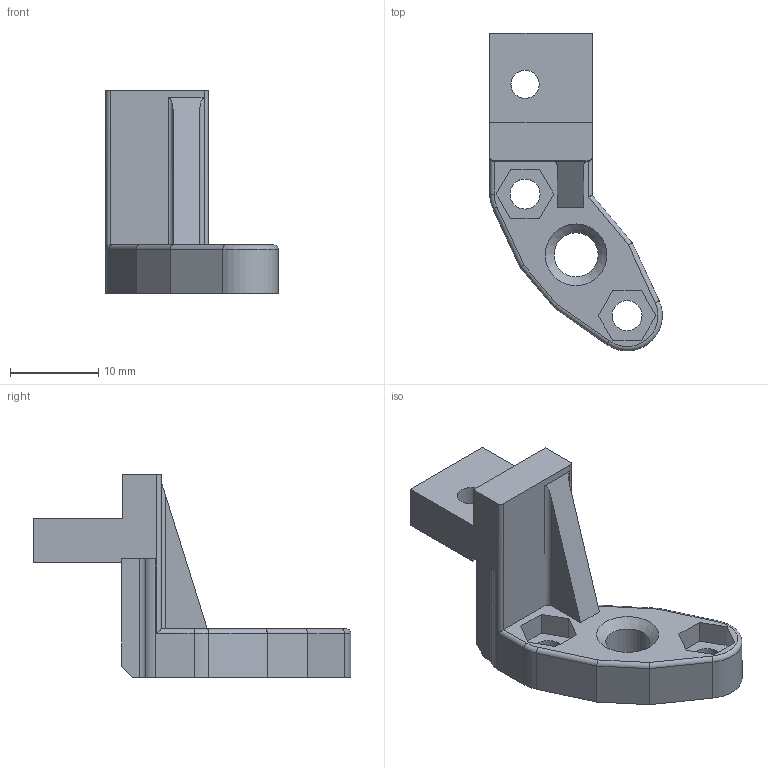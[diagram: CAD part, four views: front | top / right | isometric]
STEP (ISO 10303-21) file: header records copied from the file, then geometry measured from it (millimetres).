
FILE_DESCRIPTION(/* description */ (''),/* implementation_level */ '2;1');
FILE_NAME(/* name */ 'BL_Touch_Rapido_Hotend_UHF_Bracket.step',/* time_stamp */ '2022-03-13T20:14:00+01:00',/* author */ (''),/* organization */ (''),/* preprocessor_version */ 'ST-DEVELOPER v18.1',/* originating_system */ 'Autodesk Translation Framework v10.13.0.1454',/* authorisation */ '');
FILE_SCHEMA (('AUTOMOTIVE_DESIGN { 1 0 10303 214 3 1 1 }'));
Length unit declared in the file: millimetre
Products named in the file (1): BL_Touch_Rapido_Hotend_UHF_Bracket
Bounding box: 19.54 x 35.98 x 23 mm (x, y, z)
Volume: 2859.7 mm3; surface area: 2176.9 mm2
Topology: 1 solids, 1 shells, 66 faces, 170 edges, 109 vertices
Faces by surface type: plane 44, cylinder 19, torus 2, cone 1
Full cylindrical faces by diameter (mm): 3.2 x1, 3.4 x2, 5 x1
Entity records: 2041 total; most frequent: CARTESIAN_POINT 346, ORIENTED_EDGE 340, DIRECTION 339, EDGE_CURVE 170, LINE 135, VECTOR 135, VERTEX_POINT 109, AXIS2_PLACEMENT_3D 102
